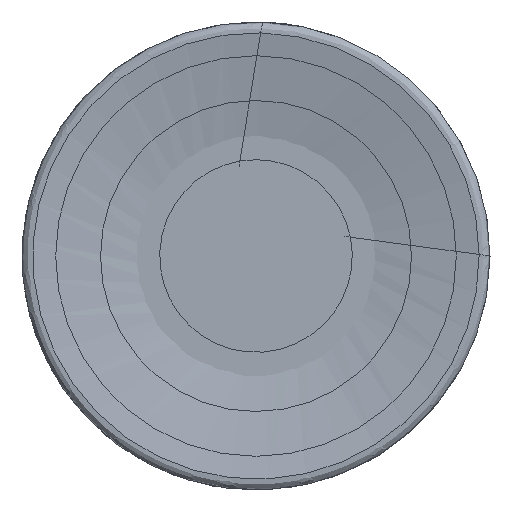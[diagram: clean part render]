
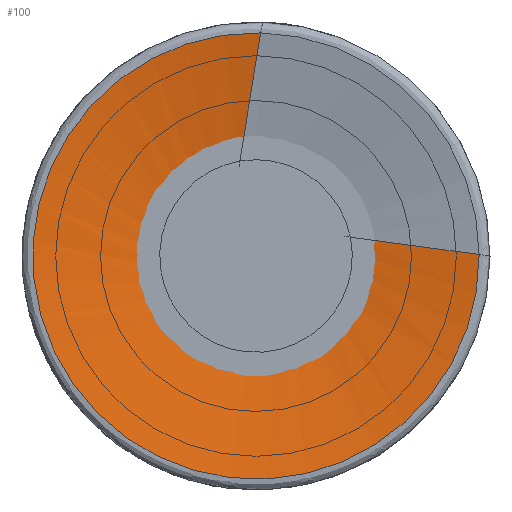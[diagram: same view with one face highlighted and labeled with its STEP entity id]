
A CAD part, left-side view. The second image highlights one B-rep face of the part: STEP entity #100.
In plain terms, the highlighted free-form (B-spline) face has degree [1, 3] with [2, 7] control points.
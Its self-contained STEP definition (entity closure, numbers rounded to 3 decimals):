
#100=ADVANCED_FACE('',(#173),#144,.F.);
#144=(
BOUNDED_SURFACE()
B_SPLINE_SURFACE(1,3,((#983,#984,#985,#986,#987,#988,#989),(#990,#991,#992,
#993,#994,#995,#996)),.UNSPECIFIED.,.F.,.F.,.F.)
B_SPLINE_SURFACE_WITH_KNOTS((2,2),(4,3,4),(0.,1.),(0.,0.5,1.),
 .UNSPECIFIED.)
GEOMETRIC_REPRESENTATION_ITEM()
RATIONAL_B_SPLINE_SURFACE(((1.,0.584,0.584,1.,0.584,
0.584,1.),(1.,0.584,0.584,1.,0.584,
0.584,1.)))
REPRESENTATION_ITEM('')
SURFACE()
);
#173=FACE_OUTER_BOUND('',#203,.T.);
#203=EDGE_LOOP('',(#312,#313,#314,#315));
#260=LINE('',#965,#276);
#261=LINE('',#970,#277);
#276=VECTOR('',#748,1.);
#277=VECTOR('',#751,1.);
#312=ORIENTED_EDGE('',*,*,#517,.F.);
#313=ORIENTED_EDGE('',*,*,#515,.F.);
#314=ORIENTED_EDGE('',*,*,#518,.T.);
#315=ORIENTED_EDGE('',*,*,#513,.F.);
#458=VERTEX_POINT('',#966);
#459=VERTEX_POINT('',#967);
#460=VERTEX_POINT('',#969);
#461=VERTEX_POINT('',#971);
#513=EDGE_CURVE('',#458,#459,#260,.T.);
#515=EDGE_CURVE('',#460,#461,#261,.T.);
#517=EDGE_CURVE('',#461,#458,#590,.T.);
#518=EDGE_CURVE('',#460,#459,#591,.T.);
#590=CIRCLE('',#654,9.537);
#591=CIRCLE('',#655,4.115);
#654=AXIS2_PLACEMENT_3D('',#981,#754,#755);
#655=AXIS2_PLACEMENT_3D('',#982,#756,#757);
#748=DIRECTION('',(0.174,0.158,-0.972));
#751=DIRECTION('',(-0.174,-0.976,-0.131));
#754=DIRECTION('',(1.,0.,0.));
#755=DIRECTION('',(0.,-1.,0.007));
#756=DIRECTION('',(1.,0.,0.));
#757=DIRECTION('',(0.,-0.981,0.195));
#965=CARTESIAN_POINT('',(0.984,0.691,4.057));
#966=CARTESIAN_POINT('',(0.006,-0.2,9.535));
#967=CARTESIAN_POINT('',(0.984,0.691,4.057));
#969=CARTESIAN_POINT('',(0.984,-4.036,0.804));
#970=CARTESIAN_POINT('',(0.984,-4.036,0.804));
#971=CARTESIAN_POINT('',(0.006,-9.537,0.065));
#981=CARTESIAN_POINT('',(0.006,0.,0.));
#982=CARTESIAN_POINT('',(0.984,0.,0.));
#983=CARTESIAN_POINT('',(0.984,-4.036,0.804));
#984=CARTESIAN_POINT('',(0.984,-4.886,-3.464));
#985=CARTESIAN_POINT('',(0.984,-1.252,-5.857));
#986=CARTESIAN_POINT('',(0.984,2.333,-3.39));
#987=CARTESIAN_POINT('',(0.984,5.917,-0.923));
#988=CARTESIAN_POINT('',(0.984,4.98,3.326));
#989=CARTESIAN_POINT('',(0.984,0.691,4.057));
#990=CARTESIAN_POINT('',(0.006,-9.537,0.065));
#991=CARTESIAN_POINT('',(0.006,-9.605,-10.018));
#992=CARTESIAN_POINT('',(0.006,-0.289,-13.876));
#993=CARTESIAN_POINT('',(0.006,6.791,-6.696));
#994=CARTESIAN_POINT('',(0.006,13.871,0.485));
#995=CARTESIAN_POINT('',(0.006,9.882,9.746));
#996=CARTESIAN_POINT('',(0.006,-0.2,9.535));
